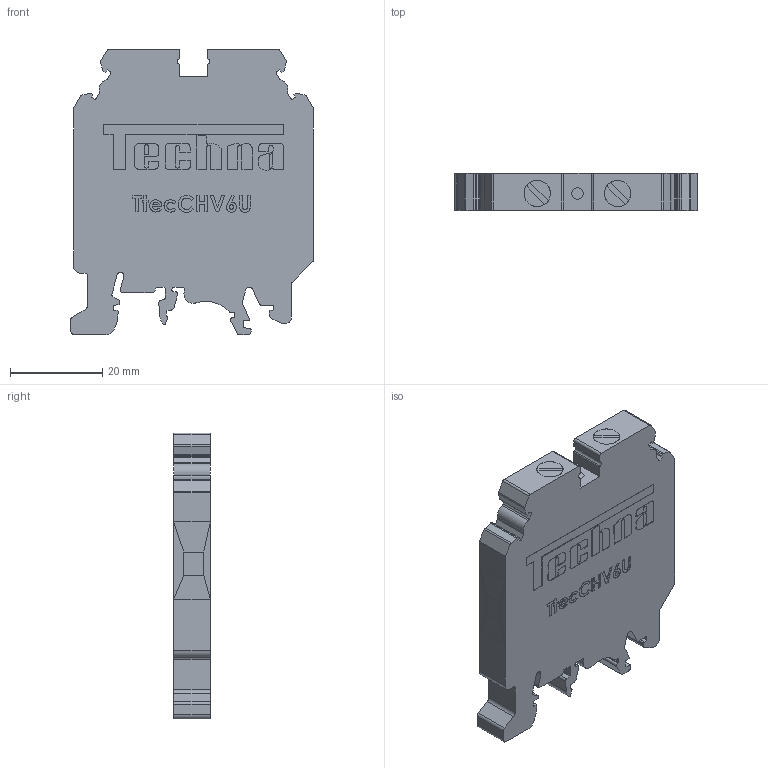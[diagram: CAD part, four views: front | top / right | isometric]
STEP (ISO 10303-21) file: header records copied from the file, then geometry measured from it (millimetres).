
FILE_DESCRIPTION (( 'STEP AP214' ), '1' );
FILE_NAME ('TtecCHV6U.STEP', '2020-06-30T12:22:36', ( '' ), ( '' ), 'SwSTEP 2.0', 'SolidWorks 2020', '' );
FILE_SCHEMA (( 'AUTOMOTIVE_DESIGN' ));
Length unit declared in the file: millimetre
Products named in the file (1): TtecCHV6U
Bounding box: 52.66 x 8 x 62 mm (x, y, z)
Volume: 21569.1 mm3; surface area: 7967.4 mm2
Topology: 1 solids, 1 shells, 683 faces, 1900 edges, 1260 vertices
Faces by surface type: plane 396, cylinder 213, bspline 74
Entity records: 31256 total; most frequent: CARTESIAN_POINT 8606, ORIENTED_EDGE 3800, DIRECTION 3406, EDGE_CURVE 1900, VECTOR 1318, LINE 1318, VERTEX_POINT 1260, AXIS2_PLACEMENT_3D 1044
